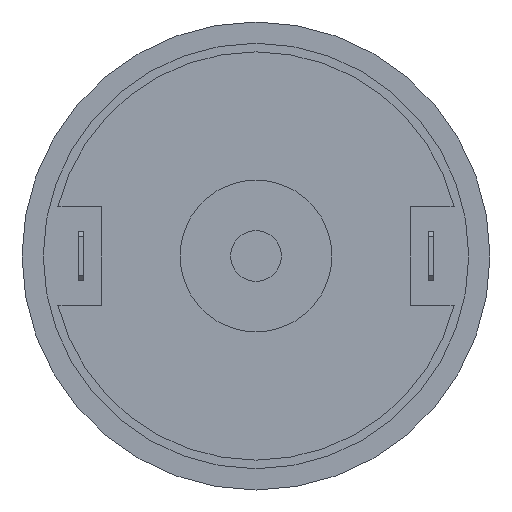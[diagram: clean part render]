
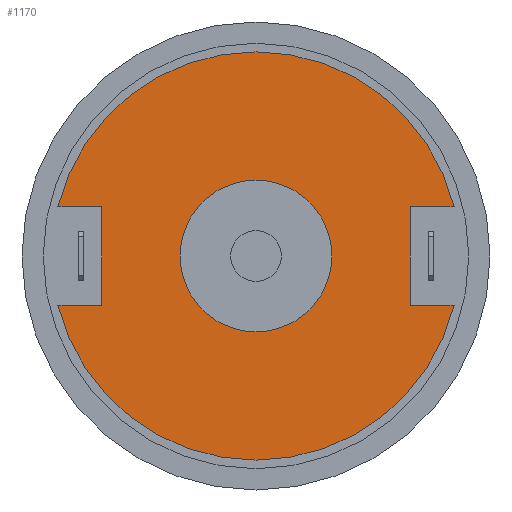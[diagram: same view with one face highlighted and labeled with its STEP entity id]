
A CAD part, front view. The second image highlights one B-rep face of the part: STEP entity #1170.
In plain terms, the highlighted planar face has unit normal (0, -1, 0).
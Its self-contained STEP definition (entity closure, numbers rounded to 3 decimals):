
#18=PLANE('',#1282);
#99=LINE('',#1870,#203);
#100=LINE('',#1872,#204);
#101=LINE('',#1873,#205);
#102=LINE('',#1875,#206);
#103=LINE('',#1877,#207);
#104=LINE('',#1878,#208);
#203=VECTOR('',#1505,4.301);
#204=VECTOR('',#1506,9.75);
#205=VECTOR('',#1507,4.301);
#206=VECTOR('',#1508,4.301);
#207=VECTOR('',#1509,9.75);
#208=VECTOR('',#1510,4.301);
#316=FACE_BOUND('',#441,.T.);
#343=FACE_OUTER_BOUND('',#440,.T.);
#440=EDGE_LOOP('',(#902,#903,#904,#905,#906,#907,#908,#909));
#441=EDGE_LOOP('',(#910));
#509=CIRCLE('',#1241,7.5);
#521=CIRCLE('',#1261,20.15);
#536=CIRCLE('',#1281,20.15);
#558=VERTEX_POINT('',#1723);
#570=VERTEX_POINT('',#1755);
#571=VERTEX_POINT('',#1756);
#620=VERTEX_POINT('',#1863);
#621=VERTEX_POINT('',#1865);
#622=VERTEX_POINT('',#1869);
#623=VERTEX_POINT('',#1871);
#624=VERTEX_POINT('',#1874);
#625=VERTEX_POINT('',#1876);
#667=EDGE_CURVE('',#558,#558,#509,.T.);
#679=EDGE_CURVE('',#570,#571,#521,.T.);
#733=EDGE_CURVE('',#621,#620,#536,.T.);
#735=EDGE_CURVE('',#622,#620,#99,.T.);
#736=EDGE_CURVE('',#623,#622,#100,.T.);
#737=EDGE_CURVE('',#570,#623,#101,.T.);
#738=EDGE_CURVE('',#624,#571,#102,.T.);
#739=EDGE_CURVE('',#625,#624,#103,.T.);
#740=EDGE_CURVE('',#625,#621,#104,.T.);
#902=ORIENTED_EDGE('',*,*,#733,.T.);
#903=ORIENTED_EDGE('',*,*,#735,.F.);
#904=ORIENTED_EDGE('',*,*,#736,.F.);
#905=ORIENTED_EDGE('',*,*,#737,.F.);
#906=ORIENTED_EDGE('',*,*,#679,.T.);
#907=ORIENTED_EDGE('',*,*,#738,.F.);
#908=ORIENTED_EDGE('',*,*,#739,.F.);
#909=ORIENTED_EDGE('',*,*,#740,.T.);
#910=ORIENTED_EDGE('',*,*,#667,.F.);
#1170=ADVANCED_FACE('',(#343,#316),#18,.T.);
#1241=AXIS2_PLACEMENT_3D('',#1724,#1381,#1382);
#1261=AXIS2_PLACEMENT_3D('',#1757,#1421,#1422);
#1281=AXIS2_PLACEMENT_3D('',#1866,#1500,#1501);
#1282=AXIS2_PLACEMENT_3D('',#1868,#1503,#1504);
#1381=DIRECTION('center_axis',(0.,-1.,0.));
#1382=DIRECTION('ref_axis',(0.,0.,
-1.));
#1421=DIRECTION('center_axis',(0.,-1.,0.));
#1422=DIRECTION('ref_axis',(0.,0.,
-1.));
#1500=DIRECTION('center_axis',(0.,-1.,0.));
#1501=DIRECTION('ref_axis',(0.,0.,
-1.));
#1503=DIRECTION('center_axis',(0.,-1.,0.));
#1504=DIRECTION('ref_axis',(0.,0.,-1.));
#1505=DIRECTION('',(-1.,0.,0.));
#1506=DIRECTION('',(0.,0.,1.));
#1507=DIRECTION('',(1.,0.,0.));
#1508=DIRECTION('',(1.,0.,0.));
#1509=DIRECTION('',(0.,0.,-1.));
#1510=DIRECTION('',(1.,0.,0.));
#1723=CARTESIAN_POINT('',(0.834,-84.45,31.374));
#1724=CARTESIAN_POINT('Origin',(0.834,-84.45,23.874));
#1755=CARTESIAN_POINT('',(-18.718,-84.45,18.999));
#1756=CARTESIAN_POINT('',(20.385,-84.45,18.999));
#1757=CARTESIAN_POINT('Origin',(0.834,-84.45,23.874));
#1863=CARTESIAN_POINT('',(-18.718,-84.45,28.749));
#1865=CARTESIAN_POINT('',(20.385,-84.45,28.749));
#1866=CARTESIAN_POINT('Origin',(0.834,-84.45,23.874));
#1868=CARTESIAN_POINT('Origin',(0.834,-84.45,23.874));
#1869=CARTESIAN_POINT('',(-14.416,-84.45,28.749));
#1870=CARTESIAN_POINT('',(-19.593,-84.45,28.749));
#1871=CARTESIAN_POINT('',(-14.416,-84.45,18.999));
#1872=CARTESIAN_POINT('',(-14.416,-84.45,28.749));
#1873=CARTESIAN_POINT('',(-19.593,-84.45,18.999));
#1874=CARTESIAN_POINT('',(16.084,-84.45,18.999));
#1875=CARTESIAN_POINT('',(21.26,-84.45,18.999));
#1876=CARTESIAN_POINT('',(16.084,-84.45,28.749));
#1877=CARTESIAN_POINT('',(16.084,-84.45,28.749));
#1878=CARTESIAN_POINT('',(0.834,-84.45,28.749));
